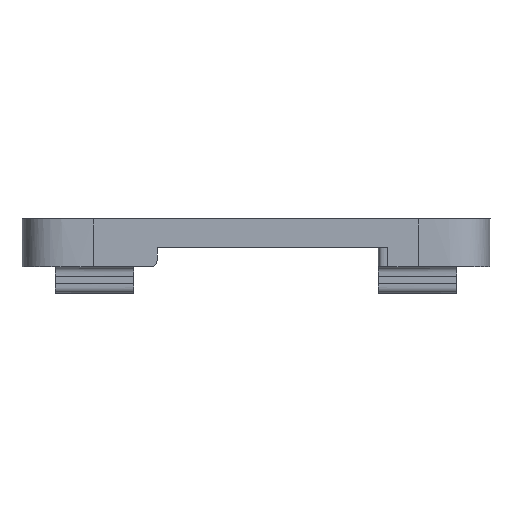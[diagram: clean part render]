
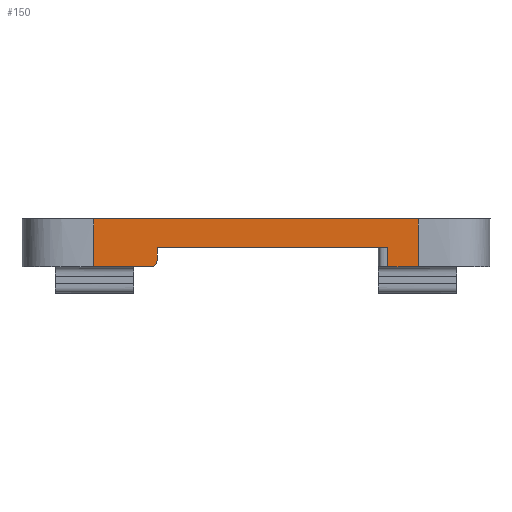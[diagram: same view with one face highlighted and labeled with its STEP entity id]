
A CAD part, left-side view. The second image highlights one B-rep face of the part: STEP entity #150.
In plain terms, the highlighted planar face has unit normal (-1, 0, 0).
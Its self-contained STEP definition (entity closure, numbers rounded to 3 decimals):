
#150=ADVANCED_FACE('',(#294),#2670,.T.);
#294=FACE_OUTER_BOUND('',#444,.T.);
#444=EDGE_LOOP('',(#1023,#1024,#1025,#1026,#1027,#1028,#1029,#1030,#1031));
#1023=ORIENTED_EDGE('',*,*,#1688,.F.);
#1024=ORIENTED_EDGE('',*,*,#1689,.T.);
#1025=ORIENTED_EDGE('',*,*,#1682,.F.);
#1026=ORIENTED_EDGE('',*,*,#1686,.T.);
#1027=ORIENTED_EDGE('',*,*,#1681,.T.);
#1028=ORIENTED_EDGE('',*,*,#1642,.T.);
#1029=ORIENTED_EDGE('',*,*,#1641,.F.);
#1030=ORIENTED_EDGE('',*,*,#1694,.F.);
#1031=ORIENTED_EDGE('',*,*,#1695,.F.);
#1641=EDGE_CURVE('',#2401,#2402,#2126,.T.);
#1642=EDGE_CURVE('',#2388,#2402,#1871,.T.);
#1681=EDGE_CURVE('',#2474,#2388,#2152,.T.);
#1682=EDGE_CURVE('',#2476,#2479,#2153,.T.);
#1686=EDGE_CURVE('',#2476,#2474,#2157,.T.);
#1688=EDGE_CURVE('',#2478,#2481,#2159,.T.);
#1689=EDGE_CURVE('',#2478,#2479,#2160,.T.);
#1694=EDGE_CURVE('',#2480,#2401,#2164,.T.);
#1695=EDGE_CURVE('',#2481,#2480,#2165,.T.);
#1871=(
BOUNDED_CURVE()
B_SPLINE_CURVE(1,(#5056,#5057,#5058,#5059,#5060,#5061),.UNSPECIFIED.,.F.,
 .F.)
B_SPLINE_CURVE_WITH_KNOTS((2,1,1,1,1,2),(-296.324,-290.963,
-276.75,-252.509,-251.167,-251.135),
 .UNSPECIFIED.)
CURVE()
GEOMETRIC_REPRESENTATION_ITEM()
RATIONAL_B_SPLINE_CURVE((1.,1.,1.,1.,1.,1.))
REPRESENTATION_ITEM('')
);
#2126=B_SPLINE_CURVE_WITH_KNOTS('',1,(#5054,#5055),.UNSPECIFIED.,.F.,.F.,
(2,2),(0.,4.),.UNSPECIFIED.);
#2152=B_SPLINE_CURVE_WITH_KNOTS('',1,(#5203,#5204),.UNSPECIFIED.,.F.,.F.,
(2,2),(-2.,0.),.UNSPECIFIED.);
#2153=B_SPLINE_CURVE_WITH_KNOTS('',1,(#5205,#5206,#5207),.UNSPECIFIED.,
 .F.,.F.,(2,1,2),(-16.663,-14.,-5.359),
 .UNSPECIFIED.);
#2157=B_SPLINE_CURVE_WITH_KNOTS('',5,(#5214,#5215,#5216,#5217,#5218,#5219),
 .UNSPECIFIED.,.F.,.F.,(6,6),(-3.766,0.),.UNSPECIFIED.);
#2159=B_SPLINE_CURVE_WITH_KNOTS('',1,(#5226,#5227,#5228,#5229,#5230,#5231,
#5232,#5233),.UNSPECIFIED.,.F.,.F.,(2,1,1,1,1,1,1,2),(-95.698,
-83.849,-78.488,-64.275,-40.034,
-38.692,-38.335,-37.908),.UNSPECIFIED.);
#2160=B_SPLINE_CURVE_WITH_KNOTS('',1,(#5234,#5235),.UNSPECIFIED.,.F.,.F.,
(2,2),(0.,10.),.UNSPECIFIED.);
#2164=B_SPLINE_CURVE_WITH_KNOTS('',1,(#5282,#5283),.UNSPECIFIED.,.F.,.F.,
(2,2),(15.,21.417),.UNSPECIFIED.);
#2165=B_SPLINE_CURVE_WITH_KNOTS('',1,(#5284,#5285),.UNSPECIFIED.,.F.,.F.,
(2,2),(0.,10.),.UNSPECIFIED.);
#2388=VERTEX_POINT('',#3862);
#2401=VERTEX_POINT('',#3875);
#2402=VERTEX_POINT('',#3876);
#2474=VERTEX_POINT('',#3948);
#2476=VERTEX_POINT('',#3950);
#2478=VERTEX_POINT('',#3952);
#2479=VERTEX_POINT('',#3953);
#2480=VERTEX_POINT('',#3954);
#2481=VERTEX_POINT('',#3955);
#2670=PLANE('',#2831);
#2831=AXIS2_PLACEMENT_3D('',#3461,#2918,$);
#2918=DIRECTION('',(-1.,0.,0.));
#3461=CARTESIAN_POINT('',(-301.025,137.977,-0.156));
#3862=CARTESIAN_POINT('',(-301.025,232.13,-9.035));
#3875=CARTESIAN_POINT('',(-301.025,183.889,-13.035));
#3876=CARTESIAN_POINT('',(-301.025,183.889,-9.035));
#3948=CARTESIAN_POINT('',(-301.025,232.13,-11.035));
#3950=CARTESIAN_POINT('',(-301.025,234.13,-13.035));
#3952=CARTESIAN_POINT('',(-301.025,245.434,-3.035));
#3953=CARTESIAN_POINT('',(-301.025,245.434,-13.035));
#3954=CARTESIAN_POINT('',(-301.025,177.472,-13.035));
#3955=CARTESIAN_POINT('',(-301.025,177.472,-3.035));
#5054=CARTESIAN_POINT('',(-301.025,183.889,-13.035));
#5055=CARTESIAN_POINT('',(-301.025,183.889,-9.035));
#5056=CARTESIAN_POINT('',(-301.025,232.13,-9.035));
#5057=CARTESIAN_POINT('',(-301.025,226.472,-9.035));
#5058=CARTESIAN_POINT('',(-301.025,211.472,-9.035));
#5059=CARTESIAN_POINT('',(-301.025,185.889,-9.035));
#5060=CARTESIAN_POINT('',(-301.025,184.472,-9.035));
#5061=CARTESIAN_POINT('',(-301.025,183.889,-9.035));
#5203=CARTESIAN_POINT('',(-301.025,232.13,-11.035));
#5204=CARTESIAN_POINT('',(-301.025,232.13,-9.035));
#5205=CARTESIAN_POINT('',(-301.025,234.13,-13.035));
#5206=CARTESIAN_POINT('',(-301.025,236.793,-13.035));
#5207=CARTESIAN_POINT('',(-301.025,245.434,-13.035));
#5214=CARTESIAN_POINT('',(-301.025,234.13,-13.035));
#5215=CARTESIAN_POINT('',(-301.025,233.33,-13.035));
#5216=CARTESIAN_POINT('',(-301.025,232.53,-13.035));
#5217=CARTESIAN_POINT('',(-301.025,232.13,-12.635));
#5218=CARTESIAN_POINT('',(-301.025,232.13,-11.835));
#5219=CARTESIAN_POINT('',(-301.025,232.13,-11.035));
#5226=CARTESIAN_POINT('',(-301.025,245.434,-3.035));
#5227=CARTESIAN_POINT('',(-301.025,232.13,-3.035));
#5228=CARTESIAN_POINT('',(-301.025,226.472,-3.035));
#5229=CARTESIAN_POINT('',(-301.025,211.472,-3.035));
#5230=CARTESIAN_POINT('',(-301.025,185.889,-3.035));
#5231=CARTESIAN_POINT('',(-301.025,184.472,-3.035));
#5232=CARTESIAN_POINT('',(-301.025,177.944,-3.035));
#5233=CARTESIAN_POINT('',(-301.025,177.472,-3.035));
#5234=CARTESIAN_POINT('',(-301.025,245.434,-3.035));
#5235=CARTESIAN_POINT('',(-301.025,245.434,-13.035));
#5282=CARTESIAN_POINT('',(-301.025,177.472,-13.035));
#5283=CARTESIAN_POINT('',(-301.025,183.889,-13.035));
#5284=CARTESIAN_POINT('',(-301.025,177.472,-3.035));
#5285=CARTESIAN_POINT('',(-301.025,177.472,-13.035));
